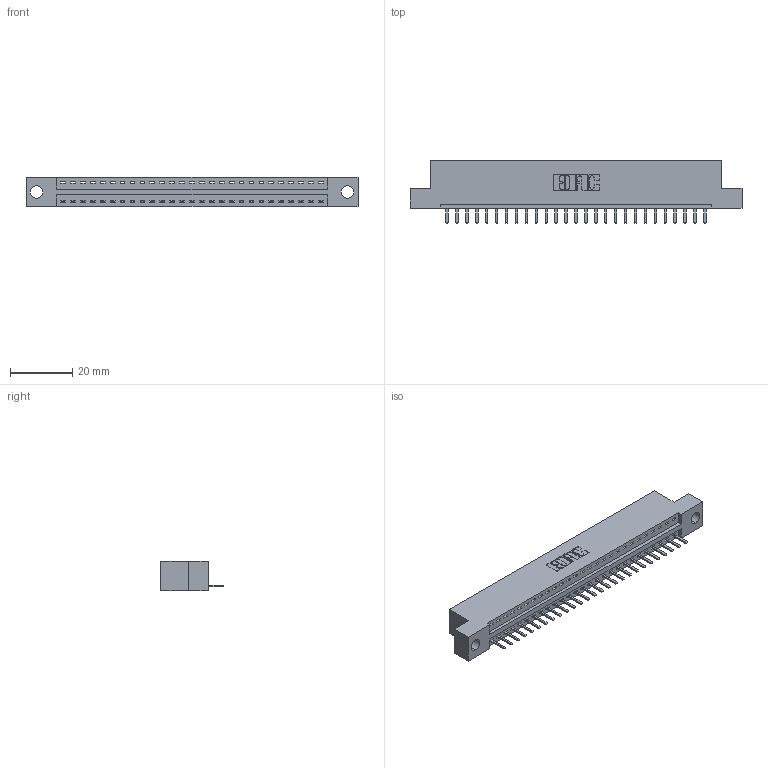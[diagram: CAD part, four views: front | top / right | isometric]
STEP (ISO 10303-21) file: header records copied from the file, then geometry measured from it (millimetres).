
FILE_DESCRIPTION (( 'STEP AP203' ), '1' );
FILE_NAME ('346-027-520-104.STEP', '2018-08-21T23:46:07', ( '' ), ( '' ), 'SwSTEP 2.0', 'SolidWorks 2016', '' );
FILE_SCHEMA (( 'CONFIG_CONTROL_DESIGN' ));
Length unit declared in the file: inch
Products named in the file (3): 346-027-520-104; 346 Part_Flush Mounting Lugs - 0.156 Dia-TH; 345-292-001_345-293-120
Assembly tree (28 placements, depth 2):
  346-027-520-104
    346 Part_Flush Mounting Lugs - 0.156 Dia-TH
    345-292-001_345-293-120  x27
Bounding box: 106.3 x 20.02 x 9.4 mm (x, y, z)
Volume: 9906.3 mm3; surface area: 11765.4 mm2
Topology: 28 solids, 28 shells, 1796 faces, 5297 edges, 3458 vertices
Faces by surface type: plane 1210, cylinder 586
Entity records: 18893 total; most frequent: CARTESIAN_POINT 3261, ORIENTED_EDGE 3210, DIRECTION 2883, EDGE_CURVE 1605, LINE 1361, VECTOR 1361, VERTEX_POINT 1066, AXIS2_PLACEMENT_3D 761
